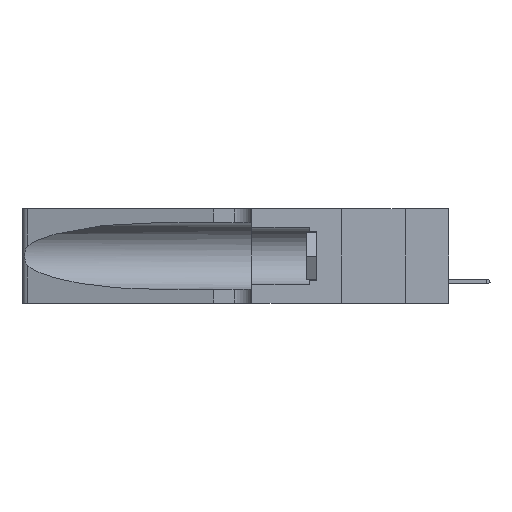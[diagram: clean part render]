
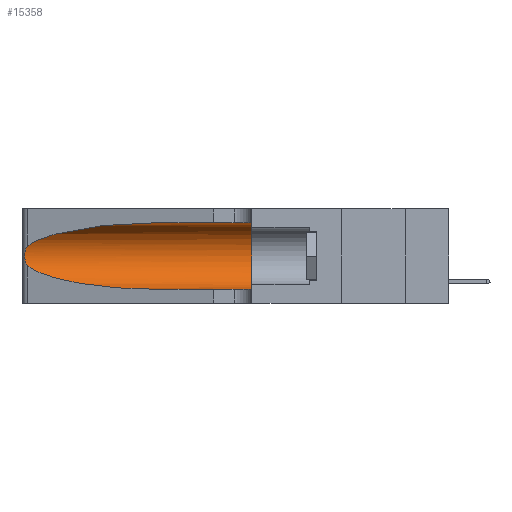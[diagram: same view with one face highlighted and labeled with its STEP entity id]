
A CAD part, left-side view. The second image highlights one B-rep face of the part: STEP entity #15358.
In plain terms, the highlighted cylindrical face has radius 3.308 mm (diameter 6.617 mm), a partial arc.
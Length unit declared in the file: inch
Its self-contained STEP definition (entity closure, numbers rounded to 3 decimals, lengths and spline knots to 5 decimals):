
#7 = EDGE_CURVE ( 'NONE', #10895, #18937, #7300, .T. ) ;
#179 = ORIENTED_EDGE ( 'NONE', *, *, #5155, .F. ) ;
#291 = LINE ( 'NONE', #20977, #19798 ) ;
#666 = EDGE_LOOP ( 'NONE', ( #14460, #18212, #8242, #4345, #179, #12665 ) ) ;
#825 = DIRECTION ( 'NONE',  ( 0., -1., 0. ) ) ;
#1114 = DIRECTION ( 'NONE',  ( 0., 0., -1. ) ) ;
#1385 = CARTESIAN_POINT ( 'NONE',  ( 0.25787, 1.23484, 0.2124 ) ) ;
#2255 = CARTESIAN_POINT ( 'NONE',  ( 0.2373, 1.15595, 0.08982 ) ) ;
#3419 = CARTESIAN_POINT ( 'NONE',  ( 0.25487, 1.22718, 0.22369 ) ) ;
#4345 = ORIENTED_EDGE ( 'NONE', *, *, #11571, .T. ) ;
#4517 = DIRECTION ( 'NONE',  ( 0., -1., 0. ) ) ;
#4699 = CARTESIAN_POINT ( 'NONE',  ( 0.25639, 1.23184, 0.21858 ) ) ;
#5155 = EDGE_CURVE ( 'NONE', #7547, #20752, #14027, .T. ) ;
#5750 = EDGE_CURVE ( 'NONE', #19118, #7547, #291, .T. ) ;
#5990 = VECTOR ( 'NONE', #12998, 39.37008 ) ;
#6244 = CARTESIAN_POINT ( 'NONE',  ( 0.1305, 0.72297, 0.31525 ) ) ;
#6306 = CARTESIAN_POINT ( 'NONE',  ( 0.25854, 1.2359, 0.20912 ) ) ;
#6377 = CARTESIAN_POINT ( 'NONE',  ( 0.25555, 1.22994, 0.2215 ) ) ;
#7064 = FACE_OUTER_BOUND ( 'NONE', #666, .T. ) ;
#7264 = DIRECTION ( 'NONE',  ( 0., 0., 1. ) ) ;
#7300 =( BOUNDED_CURVE ( )  B_SPLINE_CURVE ( 3, ( #16789, #2255, #13669, #12439 ),
 .UNSPECIFIED., .F., .F. ) 
 B_SPLINE_CURVE_WITH_KNOTS ( ( 4, 4 ),
 ( 3.44316, 4.71239 ),
 .UNSPECIFIED. ) 
 CURVE ( )  GEOMETRIC_REPRESENTATION_ITEM ( )  RATIONAL_B_SPLINE_CURVE ( ( 1., 0.87, 0.87, 1. ) ) 
 REPRESENTATION_ITEM ( '' )  );
#7325 = CARTESIAN_POINT ( 'NONE',  ( 0.25487, 1.22718, 0.14631 ) ) ;
#7547 = VERTEX_POINT ( 'NONE', #12356 ) ;
#7879 = CARTESIAN_POINT ( 'NONE',  ( 0.25487, 1.22718, 0.14631 ) ) ;
#8242 = ORIENTED_EDGE ( 'NONE', *, *, #7, .T. ) ;
#9053 = DIRECTION ( 'NONE',  ( 0., 1., 0. ) ) ;
#9169 = CARTESIAN_POINT ( 'NONE',  ( 0.1305, 1.61858, 0.185 ) ) ;
#9392 = B_SPLINE_CURVE_WITH_KNOTS ( 'NONE', 3,
 ( #17119, #6377, #4699, #1385, #6306, #20790, #15935, #16002, #17701, #17840, #9654, #17628, #19360, #7879 ),
 .UNSPECIFIED., .F., .F.,
 ( 4, 2, 2, 2, 2, 2, 4 ),
 ( 0., 0.00027, 0.00053, 0.00107, 0.0016, 0.00187, 0.00214 ),
 .UNSPECIFIED. ) ;
#9654 = CARTESIAN_POINT ( 'NONE',  ( 0.25789, 1.23486, 0.15765 ) ) ;
#9803 = CARTESIAN_POINT ( 'NONE',  ( 0.1305, 0.72297, 0.31525 ) ) ;
#10336 = CARTESIAN_POINT ( 'NONE',  ( 0.1305, 0.35, 0.05475 ) ) ;
#10721 = EDGE_CURVE ( 'NONE', #14357, #10895, #9392, .T. ) ;
#10828 = EDGE_CURVE ( 'NONE', #19118, #14357, #15395, .T. ) ;
#10895 = VERTEX_POINT ( 'NONE', #7325 ) ;
#11561 = CARTESIAN_POINT ( 'NONE',  ( 0.1305, 1.61858, 0.05475 ) ) ;
#11571 = EDGE_CURVE ( 'NONE', #18937, #20752, #19429, .T. ) ;
#11995 = CARTESIAN_POINT ( 'NONE',  ( 0.1305, 0.35, 0.185 ) ) ;
#12356 = CARTESIAN_POINT ( 'NONE',  ( 0.1305, 0.35, 0.31525 ) ) ;
#12439 = CARTESIAN_POINT ( 'NONE',  ( 0.1305, 0.72297, 0.05475 ) ) ;
#12665 = ORIENTED_EDGE ( 'NONE', *, *, #5750, .F. ) ;
#12998 = DIRECTION ( 'NONE',  ( 0., -1., 0. ) ) ;
#13669 = CARTESIAN_POINT ( 'NONE',  ( 0.18966, 0.96281, 0.05475 ) ) ;
#14027 = CIRCLE ( 'NONE', #20232, 0.13025 ) ;
#14357 = VERTEX_POINT ( 'NONE', #15927 ) ;
#14460 = ORIENTED_EDGE ( 'NONE', *, *, #10828, .T. ) ;
#14879 = AXIS2_PLACEMENT_3D ( 'NONE', #9169, #4517, #1114 ) ;
#15225 = CYLINDRICAL_SURFACE ( 'NONE', #14879, 0.13025 ) ;
#15358 = ADVANCED_FACE ( 'NONE', ( #7064 ), #15225, .F. ) ;
#15370 = CARTESIAN_POINT ( 'NONE',  ( 0.1305, 0.72297, 0.05475 ) ) ;
#15395 =( BOUNDED_CURVE ( )  B_SPLINE_CURVE ( 3, ( #9803, #16275, #17964, #3419 ),
 .UNSPECIFIED., .F., .F. ) 
 B_SPLINE_CURVE_WITH_KNOTS ( ( 4, 4 ),
 ( 1.5708, 2.84003 ),
 .UNSPECIFIED. ) 
 CURVE ( )  GEOMETRIC_REPRESENTATION_ITEM ( )  RATIONAL_B_SPLINE_CURVE ( ( 1., 0.87, 0.87, 1. ) ) 
 REPRESENTATION_ITEM ( '' )  );
#15927 = CARTESIAN_POINT ( 'NONE',  ( 0.25487, 1.22718, 0.22369 ) ) ;
#15935 = CARTESIAN_POINT ( 'NONE',  ( 0.26075, 1.23896, 0.19203 ) ) ;
#16002 = CARTESIAN_POINT ( 'NONE',  ( 0.26075, 1.23896, 0.178 ) ) ;
#16275 = CARTESIAN_POINT ( 'NONE',  ( 0.18966, 0.96281, 0.31525 ) ) ;
#16789 = CARTESIAN_POINT ( 'NONE',  ( 0.25487, 1.22718, 0.14631 ) ) ;
#17119 = CARTESIAN_POINT ( 'NONE',  ( 0.25487, 1.22718, 0.22369 ) ) ;
#17628 = CARTESIAN_POINT ( 'NONE',  ( 0.25639, 1.23186, 0.15144 ) ) ;
#17701 = CARTESIAN_POINT ( 'NONE',  ( 0.26017, 1.23833, 0.17102 ) ) ;
#17840 = CARTESIAN_POINT ( 'NONE',  ( 0.25856, 1.23593, 0.16098 ) ) ;
#17964 = CARTESIAN_POINT ( 'NONE',  ( 0.2373, 1.15595, 0.28018 ) ) ;
#18212 = ORIENTED_EDGE ( 'NONE', *, *, #10721, .T. ) ;
#18937 = VERTEX_POINT ( 'NONE', #15370 ) ;
#19118 = VERTEX_POINT ( 'NONE', #6244 ) ;
#19360 = CARTESIAN_POINT ( 'NONE',  ( 0.25555, 1.22993, 0.14849 ) ) ;
#19429 = LINE ( 'NONE', #11561, #5990 ) ;
#19798 = VECTOR ( 'NONE', #825, 39.37008 ) ;
#20232 = AXIS2_PLACEMENT_3D ( 'NONE', #11995, #9053, #7264 ) ;
#20752 = VERTEX_POINT ( 'NONE', #10336 ) ;
#20790 = CARTESIAN_POINT ( 'NONE',  ( 0.26018, 1.23835, 0.19895 ) ) ;
#20977 = CARTESIAN_POINT ( 'NONE',  ( 0.1305, 1.61858, 0.31525 ) ) ;
